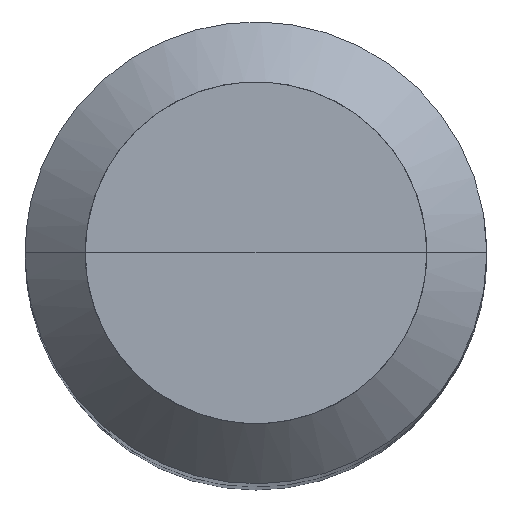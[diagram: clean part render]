
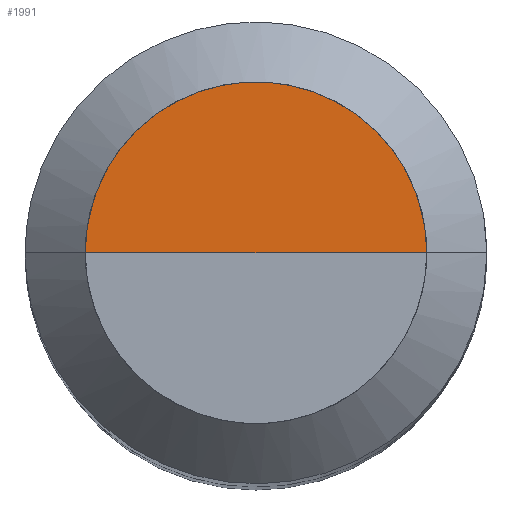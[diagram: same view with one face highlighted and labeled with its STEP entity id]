
A CAD part, top view. The second image highlights one B-rep face of the part: STEP entity #1991.
In plain terms, the highlighted free-form (B-spline) face has degree [1, 2] with [2, 5] control points.
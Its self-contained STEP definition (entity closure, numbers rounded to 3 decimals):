
#1746=CARTESIAN_POINT('',(3.7,0.0,40.0));
#1747=CARTESIAN_POINT('',(3.7,3.7,40.0));
#1748=CARTESIAN_POINT('',(0.0,3.7,40.0));
#1749=CARTESIAN_POINT('',(-3.7,3.7,40.0));
#1750=CARTESIAN_POINT('',(-3.7,0.0,40.0));
#1751=CARTESIAN_POINT('',(0.0,0.0,40.0));
#1976=(
BOUNDED_SURFACE()
B_SPLINE_SURFACE(1,2,(
(#1746,#1747,#1748,#1749,#1750),
(#1751,#1751,#1751,#1751,#1751)
), .UNSPECIFIED.,.F.,.F.,.F.)
B_SPLINE_SURFACE_WITH_KNOTS((2,2),(3,2,3),(
0.0,1.0),(
0.0,0.5,1.0), .UNSPECIFIED.)
GEOMETRIC_REPRESENTATION_ITEM()
RATIONAL_B_SPLINE_SURFACE(((1.0,0.707,1.0,0.707,1.0),
(1.0,0.707,1.0,0.707,1.0)
))
REPRESENTATION_ITEM('')
SURFACE()
);
#1977=(
BOUNDED_CURVE()
B_SPLINE_CURVE(1,(#1751,#1746),.UNSPECIFIED.,.F.,.F.)
B_SPLINE_CURVE_WITH_KNOTS((2,2),
(0.0,1.0),.UNSPECIFIED.)
CURVE()
GEOMETRIC_REPRESENTATION_ITEM()
RATIONAL_B_SPLINE_CURVE((1.0,1.0))
REPRESENTATION_ITEM('')
);
#1978=(
BOUNDED_CURVE()
B_SPLINE_CURVE(2,(#1746,#1747,#1748,#1749,#1750),.UNSPECIFIED.,.F.,.F.)
B_SPLINE_CURVE_WITH_KNOTS((3,2,3),
(0.0,0.5,1.0),.UNSPECIFIED.)
CURVE()
GEOMETRIC_REPRESENTATION_ITEM()
RATIONAL_B_SPLINE_CURVE((1.0,0.707,1.0,0.707,1.0))
REPRESENTATION_ITEM('')
);
#1979=(
BOUNDED_CURVE()
B_SPLINE_CURVE(1,(#1750,#1751),.UNSPECIFIED.,.F.,.F.)
B_SPLINE_CURVE_WITH_KNOTS((2,2),
(0.0,1.0),.UNSPECIFIED.)
CURVE()
GEOMETRIC_REPRESENTATION_ITEM()
RATIONAL_B_SPLINE_CURVE((1.0,1.0))
REPRESENTATION_ITEM('')
);
#1980=VERTEX_POINT('',#1746);
#1981=VERTEX_POINT('',#1750);
#1982=VERTEX_POINT('',#1751);
#1983=EDGE_CURVE('',#1982,#1980,#1977,.T.);
#1984=EDGE_CURVE('',#1980,#1981,#1978,.T.);
#1985=EDGE_CURVE('',#1981,#1982,#1979,.T.);
#1986=ORIENTED_EDGE('',*,*,#1983,.T.);
#1987=ORIENTED_EDGE('',*,*,#1984,.T.);
#1988=ORIENTED_EDGE('',*,*,#1985,.T.);
#1989=EDGE_LOOP('',(#1986,#1987,#1988));
#1990=FACE_OUTER_BOUND('',#1989,.T.);
#1991=ADVANCED_FACE('',(#1990),#1976,.T.);
